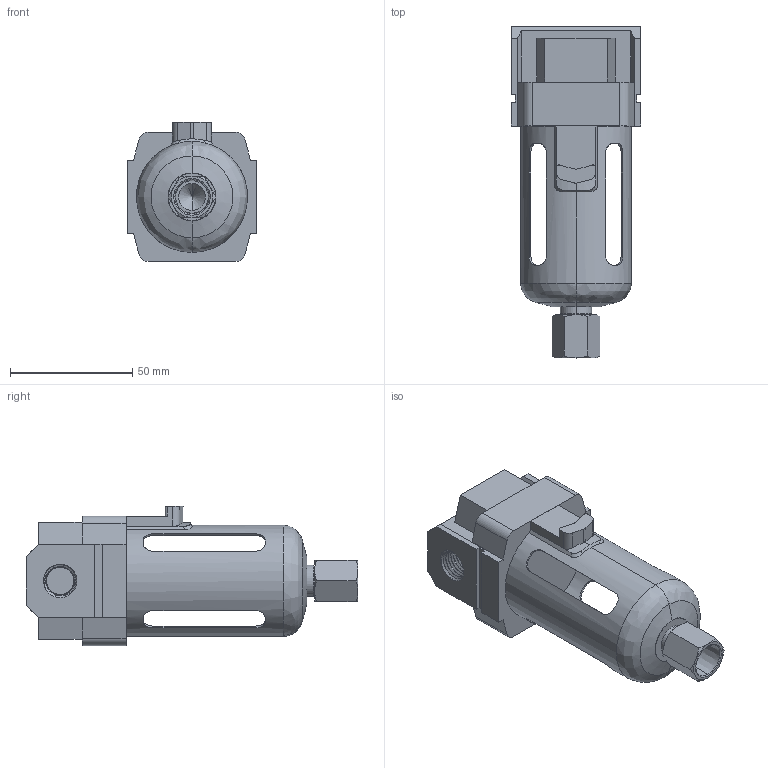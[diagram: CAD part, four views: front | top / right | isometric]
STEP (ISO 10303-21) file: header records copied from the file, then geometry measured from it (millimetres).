
FILE_DESCRIPTION (( 'STEP AP203' ), '1' );
FILE_NAME ('7279K5.step', '2017-01-24T17:26:31', ( 'Admin' ), ( 'McMaster-Carr Supply Co' ), 'SwSTEP 2.0', 'SolidWorks 2010', '' );
FILE_SCHEMA (( 'CONFIG_CONTROL_DESIGN' ));
Length unit declared in the file: inch
Products named in the file (1): 7279K5
Bounding box: 53 x 136 x 57 mm (x, y, z)
Volume: 100241.6 mm3; surface area: 36749.8 mm2
Topology: 3 solids, 3 shells, 231 faces, 601 edges, 381 vertices
Faces by surface type: plane 86, cone 77, cylinder 54, bspline 14
Entity records: 16367 total; most frequent: CARTESIAN_POINT 10910, ORIENTED_EDGE 1182, DIRECTION 1014, EDGE_CURVE 591, VERTEX_POINT 381, AXIS2_PLACEMENT_3D 361, LINE 292, VECTOR 292
